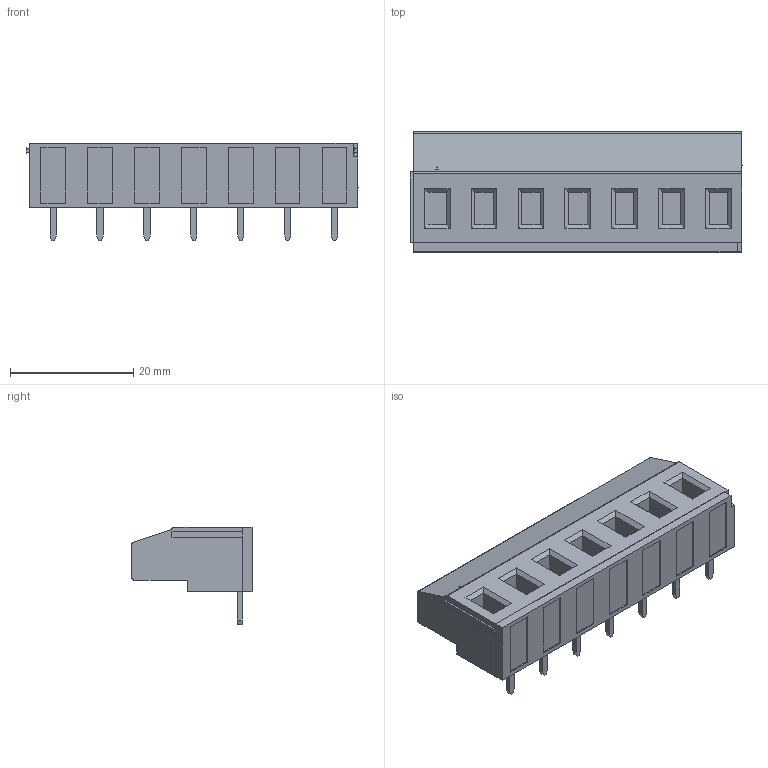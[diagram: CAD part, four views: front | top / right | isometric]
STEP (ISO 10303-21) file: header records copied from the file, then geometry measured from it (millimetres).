
FILE_DESCRIPTION (( 'STEP AP214' ), '1' );
FILE_NAME ('DG129R-7.62-07P-14-00AH.STEP', '2021-01-12T21:28:16', ( '' ), ( '' ), 'SwSTEP 2.0', 'SolidWorks 2020', '' );
FILE_SCHEMA (( 'AUTOMOTIVE_DESIGN' ));
Length unit declared in the file: millimetre
Products named in the file (1): DG129R-7.62-07P-14-00AH
Bounding box: 53.94 x 19.5 x 15.9 mm (x, y, z)
Volume: 8481.9 mm3; surface area: 4983.7 mm2
Topology: 1 solids, 1 shells, 746 faces, 1912 edges, 1245 vertices
Faces by surface type: plane 435, bspline 195, cylinder 69, torus 35, cone 12
Entity records: 37060 total; most frequent: CARTESIAN_POINT 14911, ORIENTED_EDGE 3824, DIRECTION 2874, EDGE_CURVE 1912, VECTOR 1246, LINE 1246, VERTEX_POINT 1245, EDGE_LOOP 823
